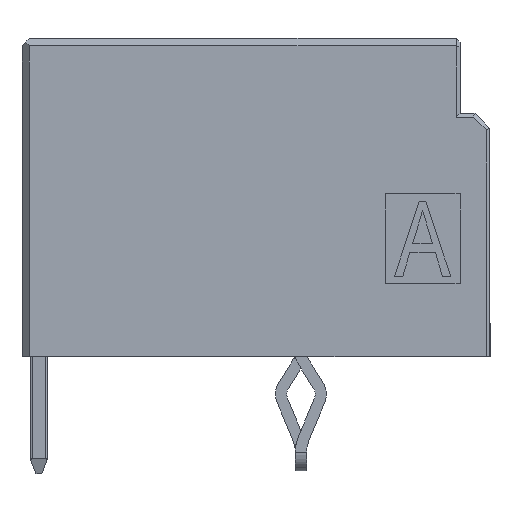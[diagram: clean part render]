
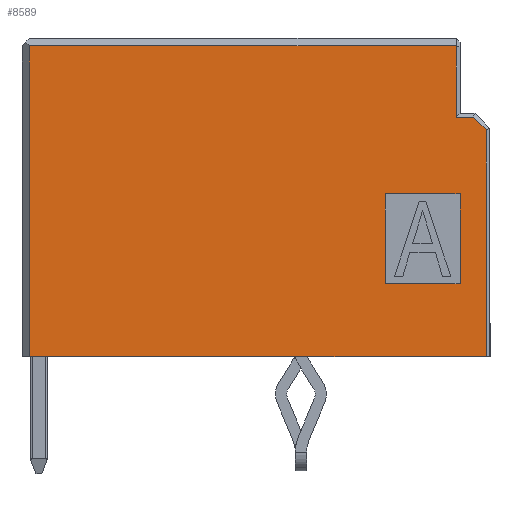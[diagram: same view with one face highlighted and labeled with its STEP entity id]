
A CAD part, left-side view. The second image highlights one B-rep face of the part: STEP entity #8589.
In plain terms, the highlighted planar face has unit normal (-1, 0, 0).
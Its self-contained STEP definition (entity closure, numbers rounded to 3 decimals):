
#6105=CARTESIAN_POINT('',(-11.3,0.1,-4.25));
#6106=VERTEX_POINT('',#6105);
#6107=CARTESIAN_POINT('',(-11.3,12.3,-4.25));
#6108=VERTEX_POINT('',#6107);
#6109=CARTESIAN_POINT('',(-11.3,0.1,-4.25));
#6110=DIRECTION('',(0.,1.,0.));
#6111=VECTOR('',#6110,12.2);
#6112=LINE('',#6109,#6111);
#6113=EDGE_CURVE('',#6106,#6108,#6112,.T.);
#8501=CARTESIAN_POINT('',(-11.3,6.25,0.));
#8502=DIRECTION('',(0.,0.,-1.));
#8503=DIRECTION('',(-1.,-0.,-0.));
#8504=AXIS2_PLACEMENT_3D('',#8501,#8503,#8502);
#8505=PLANE('',#8504);
#8506=CARTESIAN_POINT('',(-11.3,0.9,4.05));
#8507=VERTEX_POINT('',#8506);
#8508=CARTESIAN_POINT('',(-11.3,12.3,4.05));
#8509=VERTEX_POINT('',#8508);
#8510=CARTESIAN_POINT('',(-11.3,0.9,4.05));
#8511=DIRECTION('',(0.,1.,0.));
#8512=VECTOR('',#8511,11.4);
#8513=LINE('',#8510,#8512);
#8514=EDGE_CURVE('',#8507,#8509,#8513,.T.);
#8515=ORIENTED_EDGE('',*,*,#8514,.T.);
#8516=CARTESIAN_POINT('',(-11.3,12.3,4.05));
#8517=DIRECTION('',(0.,0.,-1.));
#8518=VECTOR('',#8517,8.3);
#8519=LINE('',#8516,#8518);
#8520=EDGE_CURVE('',#8509,#6108,#8519,.T.);
#8521=ORIENTED_EDGE('',*,*,#8520,.T.);
#8522=ORIENTED_EDGE('',*,*,#6113,.F.);
#8523=CARTESIAN_POINT('',(-11.3,0.1,1.809));
#8524=VERTEX_POINT('',#8523);
#8525=CARTESIAN_POINT('',(-11.3,0.1,-4.25));
#8526=DIRECTION('',(0.,0.,1.));
#8527=VECTOR('',#8526,6.059);
#8528=LINE('',#8525,#8527);
#8529=EDGE_CURVE('',#6106,#8524,#8528,.T.);
#8530=ORIENTED_EDGE('',*,*,#8529,.T.);
#8531=CARTESIAN_POINT('',(-11.3,0.441,2.15));
#8532=VERTEX_POINT('',#8531);
#8533=CARTESIAN_POINT('',(-11.3,0.1,1.809));
#8534=DIRECTION('',(0.,0.707,0.707));
#8535=VECTOR('',#8534,0.483);
#8536=LINE('',#8533,#8535);
#8537=EDGE_CURVE('',#8524,#8532,#8536,.T.);
#8538=ORIENTED_EDGE('',*,*,#8537,.T.);
#8539=CARTESIAN_POINT('',(-11.3,0.9,2.15));
#8540=VERTEX_POINT('',#8539);
#8541=CARTESIAN_POINT('',(-11.3,0.441,2.15));
#8542=DIRECTION('',(0.,1.,0.));
#8543=VECTOR('',#8542,0.459);
#8544=LINE('',#8541,#8543);
#8545=EDGE_CURVE('',#8532,#8540,#8544,.T.);
#8546=ORIENTED_EDGE('',*,*,#8545,.T.);
#8547=CARTESIAN_POINT('',(-11.3,0.9,2.15));
#8548=DIRECTION('',(0.,0.,1.));
#8549=VECTOR('',#8548,1.9);
#8550=LINE('',#8547,#8549);
#8551=EDGE_CURVE('',#8540,#8507,#8550,.T.);
#8552=ORIENTED_EDGE('',*,*,#8551,.T.);
#8553=EDGE_LOOP('',(#8515,#8521,#8522,#8530,#8538,#8546,#8552));
#8554=FACE_OUTER_BOUND('',#8553,.T.);
#8555=CARTESIAN_POINT('',(-11.3,2.8,0.1));
#8556=VERTEX_POINT('',#8555);
#8557=CARTESIAN_POINT('',(-11.3,0.8,0.1));
#8558=VERTEX_POINT('',#8557);
#8559=CARTESIAN_POINT('',(-11.3,2.8,0.1));
#8560=DIRECTION('',(0.,-1.,0.));
#8561=VECTOR('',#8560,2.);
#8562=LINE('',#8559,#8561);
#8563=EDGE_CURVE('',#8556,#8558,#8562,.T.);
#8564=ORIENTED_EDGE('',*,*,#8563,.T.);
#8565=CARTESIAN_POINT('',(-11.3,0.8,-2.3));
#8566=VERTEX_POINT('',#8565);
#8567=CARTESIAN_POINT('',(-11.3,0.8,0.1));
#8568=DIRECTION('',(0.,0.,-1.));
#8569=VECTOR('',#8568,2.4);
#8570=LINE('',#8567,#8569);
#8571=EDGE_CURVE('',#8558,#8566,#8570,.T.);
#8572=ORIENTED_EDGE('',*,*,#8571,.T.);
#8573=CARTESIAN_POINT('',(-11.3,2.8,-2.3));
#8574=VERTEX_POINT('',#8573);
#8575=CARTESIAN_POINT('',(-11.3,0.8,-2.3));
#8576=DIRECTION('',(0.,1.,0.));
#8577=VECTOR('',#8576,2.);
#8578=LINE('',#8575,#8577);
#8579=EDGE_CURVE('',#8566,#8574,#8578,.T.);
#8580=ORIENTED_EDGE('',*,*,#8579,.T.);
#8581=CARTESIAN_POINT('',(-11.3,2.8,-2.3));
#8582=DIRECTION('',(0.,0.,1.));
#8583=VECTOR('',#8582,2.4);
#8584=LINE('',#8581,#8583);
#8585=EDGE_CURVE('',#8574,#8556,#8584,.T.);
#8586=ORIENTED_EDGE('',*,*,#8585,.T.);
#8587=EDGE_LOOP('',(#8564,#8572,#8580,#8586));
#8588=FACE_BOUND('',#8587,.T.);
#8589=ADVANCED_FACE('',(#8554,#8588),#8505,.T.);
